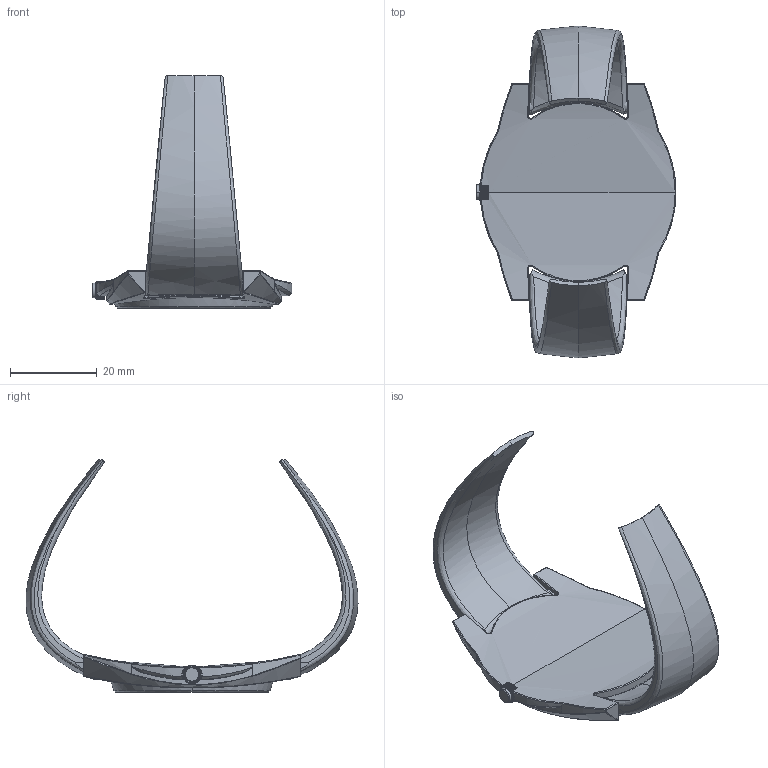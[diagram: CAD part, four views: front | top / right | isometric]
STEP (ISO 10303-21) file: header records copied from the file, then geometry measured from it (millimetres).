
FILE_DESCRIPTION(('FreeCAD Model'),'2;1');
FILE_NAME('Open CASCADE Shape Model','2025-05-04T09:57:16',('FreeCAD'),( 'FreeCAD'),'Open CASCADE STEP processor 7.6','FreeCAD','Unknown');
FILE_SCHEMA(('AUTOMOTIVE_DESIGN { 1 0 10303 214 1 1 1 1 }'));
Products named in the file (1): Open CASCADE STEP translator 7.6 1
Bounding box: 46.21 x 76.73 x 53.75 mm (x, y, z)
Volume: 13597.6 mm3; surface area: 12588.3 mm2
Topology: 7 solids, 7 shells, 1644 faces, 4360 edges, 2722 vertices
Faces by surface type: bspline 1644
Entity records: 55811 total; most frequent: CARTESIAN_POINT 30999, ORIENTED_EDGE 8700, EDGE_CURVE 4350, B_SPLINE_CURVE_WITH_KNOTS 3264, VERTEX_POINT 2722, FACE_BOUND 1646, EDGE_LOOP 1646, ADVANCED_FACE 1644
